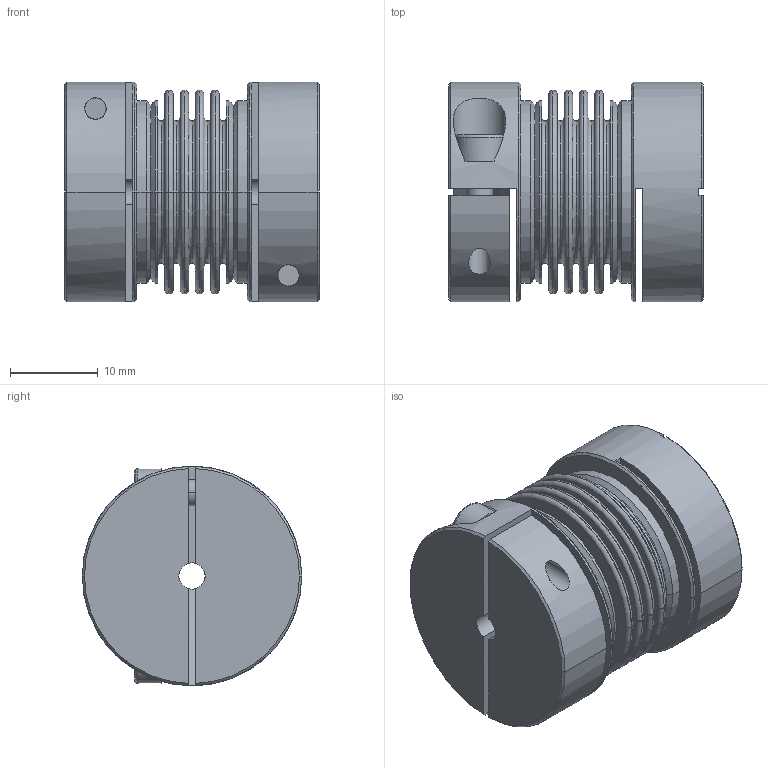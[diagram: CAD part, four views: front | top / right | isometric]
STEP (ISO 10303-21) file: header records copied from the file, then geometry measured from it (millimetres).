
FILE_DESCRIPTION (( 'STEP AP214' ), '1' );
FILE_NAME ('MKE-20-3H7-3H7 neu.STEP', '2020-02-14T12:02:24', ( '' ), ( '' ), 'SwSTEP 2.0', 'SolidWorks 2019', '' );
FILE_SCHEMA (( 'AUTOMOTIVE_DESIGN' ));
Length unit declared in the file: millimetre
Products named in the file (1): MKE-20-3H7-3H7 neu
Bounding box: 29 x 25 x 25 mm (x, y, z)
Volume: 8897.5 mm3; surface area: 9554.2 mm2
Topology: 1 solids, 1 shells, 218 faces, 488 edges, 302 vertices
Faces by surface type: torus 76, plane 66, cylinder 52, cone 24
Entity records: 7282 total; most frequent: CARTESIAN_POINT 1495, DIRECTION 1224, ORIENTED_EDGE 976, AXIS2_PLACEMENT_3D 535, EDGE_CURVE 488, CIRCLE 316, VERTEX_POINT 302, EDGE_LOOP 254
